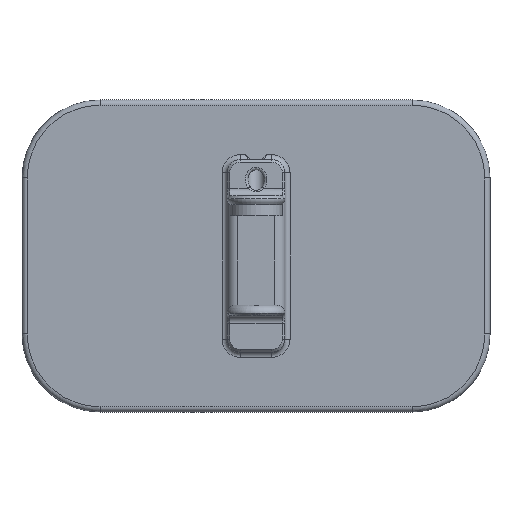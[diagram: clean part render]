
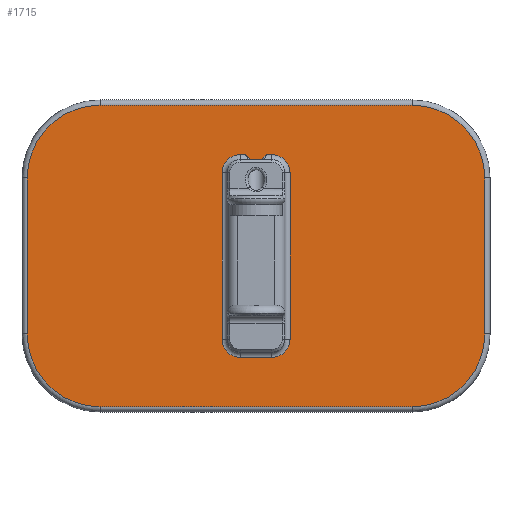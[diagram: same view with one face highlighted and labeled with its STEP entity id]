
A CAD part, top view. The second image highlights one B-rep face of the part: STEP entity #1715.
In plain terms, the highlighted planar face has unit normal (0, 0, 1).
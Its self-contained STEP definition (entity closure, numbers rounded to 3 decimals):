
#43=FACE_BOUND('',#528,.T.);
#54=ELLIPSE('',#1871,3.651,3.162);
#61=B_SPLINE_CURVE_WITH_KNOTS('',3,(#2724,#2725,#2726,#2727,#2728,#2729,
#2730,#2731),.UNSPECIFIED.,.F.,.F.,(4,2,2,4),(-0.001,0.,
0.124,0.204),.UNSPECIFIED.);
#62=B_SPLINE_CURVE_WITH_KNOTS('',3,(#2734,#2735,#2736,#2737,#2738,#2739,
#2740,#2741),.UNSPECIFIED.,.F.,.F.,(4,2,2,4),(0.,0.037,0.202,
0.203),.UNSPECIFIED.);
#87=PLANE('',#1866);
#124=LINE('',#2645,#247);
#126=LINE('',#2657,#249);
#128=LINE('',#2669,#251);
#129=LINE('',#2677,#252);
#138=LINE('',#2700,#261);
#139=LINE('',#2704,#262);
#140=LINE('',#2706,#263);
#141=LINE('',#2708,#264);
#142=LINE('',#2710,#265);
#143=LINE('',#2714,#266);
#144=LINE('',#2718,#267);
#145=LINE('',#2722,#268);
#247=VECTOR('',#2077,10.);
#249=VECTOR('',#2091,10.);
#251=VECTOR('',#2105,10.);
#252=VECTOR('',#2116,10.);
#261=VECTOR('',#2139,10.);
#262=VECTOR('',#2142,10.);
#263=VECTOR('',#2143,10.);
#264=VECTOR('',#2144,10.);
#265=VECTOR('',#2145,10.);
#266=VECTOR('',#2148,10.);
#267=VECTOR('',#2151,10.);
#268=VECTOR('',#2154,10.);
#420=FACE_OUTER_BOUND('',#527,.T.);
#527=EDGE_LOOP('',(#1213,#1214,#1215,#1216,#1217,#1218,#1219,#1220));
#528=EDGE_LOOP('',(#1221,#1222,#1223,#1224,#1225,#1226,#1227,#1228,#1229,
#1230,#1231,#1232,#1233,#1234,#1235));
#634=CIRCLE('',#1838,28.);
#640=CIRCLE('',#1846,28.);
#644=CIRCLE('',#1852,28.);
#648=CIRCLE('',#1858,28.);
#651=CIRCLE('',#1867,7.);
#652=CIRCLE('',#1868,7.);
#653=CIRCLE('',#1869,7.);
#654=CIRCLE('',#1870,7.);
#744=VERTEX_POINT('',#2633);
#745=VERTEX_POINT('',#2635);
#747=VERTEX_POINT('',#2641);
#749=VERTEX_POINT('',#2647);
#751=VERTEX_POINT('',#2653);
#753=VERTEX_POINT('',#2659);
#755=VERTEX_POINT('',#2665);
#757=VERTEX_POINT('',#2671);
#764=VERTEX_POINT('',#2698);
#765=VERTEX_POINT('',#2699);
#766=VERTEX_POINT('',#2701);
#767=VERTEX_POINT('',#2703);
#768=VERTEX_POINT('',#2705);
#769=VERTEX_POINT('',#2707);
#770=VERTEX_POINT('',#2709);
#771=VERTEX_POINT('',#2711);
#772=VERTEX_POINT('',#2713);
#773=VERTEX_POINT('',#2715);
#774=VERTEX_POINT('',#2717);
#775=VERTEX_POINT('',#2719);
#776=VERTEX_POINT('',#2721);
#777=VERTEX_POINT('',#2723);
#778=VERTEX_POINT('',#2732);
#902=EDGE_CURVE('',#744,#745,#634,.T.);
#907=EDGE_CURVE('',#745,#747,#124,.T.);
#910=EDGE_CURVE('',#747,#749,#640,.T.);
#913=EDGE_CURVE('',#749,#751,#126,.T.);
#916=EDGE_CURVE('',#751,#753,#644,.T.);
#919=EDGE_CURVE('',#753,#755,#128,.T.);
#922=EDGE_CURVE('',#755,#757,#648,.T.);
#923=EDGE_CURVE('',#757,#744,#129,.T.);
#934=EDGE_CURVE('',#764,#765,#138,.T.);
#935=EDGE_CURVE('',#766,#764,#651,.T.);
#936=EDGE_CURVE('',#767,#766,#139,.T.);
#937=EDGE_CURVE('',#767,#768,#140,.T.);
#938=EDGE_CURVE('',#769,#768,#141,.T.);
#939=EDGE_CURVE('',#769,#770,#142,.T.);
#940=EDGE_CURVE('',#771,#770,#652,.T.);
#941=EDGE_CURVE('',#772,#771,#143,.T.);
#942=EDGE_CURVE('',#773,#772,#653,.T.);
#943=EDGE_CURVE('',#774,#773,#144,.T.);
#944=EDGE_CURVE('',#775,#774,#654,.T.);
#945=EDGE_CURVE('',#776,#775,#145,.T.);
#946=EDGE_CURVE('',#777,#776,#61,.F.);
#947=EDGE_CURVE('',#778,#777,#54,.T.);
#948=EDGE_CURVE('',#765,#778,#62,.F.);
#1213=ORIENTED_EDGE('',*,*,#902,.F.);
#1214=ORIENTED_EDGE('',*,*,#923,.F.);
#1215=ORIENTED_EDGE('',*,*,#922,.F.);
#1216=ORIENTED_EDGE('',*,*,#919,.F.);
#1217=ORIENTED_EDGE('',*,*,#916,.F.);
#1218=ORIENTED_EDGE('',*,*,#913,.F.);
#1219=ORIENTED_EDGE('',*,*,#910,.F.);
#1220=ORIENTED_EDGE('',*,*,#907,.F.);
#1221=ORIENTED_EDGE('',*,*,#934,.F.);
#1222=ORIENTED_EDGE('',*,*,#935,.F.);
#1223=ORIENTED_EDGE('',*,*,#936,.F.);
#1224=ORIENTED_EDGE('',*,*,#937,.T.);
#1225=ORIENTED_EDGE('',*,*,#938,.F.);
#1226=ORIENTED_EDGE('',*,*,#939,.T.);
#1227=ORIENTED_EDGE('',*,*,#940,.F.);
#1228=ORIENTED_EDGE('',*,*,#941,.F.);
#1229=ORIENTED_EDGE('',*,*,#942,.F.);
#1230=ORIENTED_EDGE('',*,*,#943,.F.);
#1231=ORIENTED_EDGE('',*,*,#944,.F.);
#1232=ORIENTED_EDGE('',*,*,#945,.F.);
#1233=ORIENTED_EDGE('',*,*,#946,.F.);
#1234=ORIENTED_EDGE('',*,*,#947,.F.);
#1235=ORIENTED_EDGE('',*,*,#948,.F.);
#1715=ADVANCED_FACE('',(#420,#43),#87,.F.);
#1838=AXIS2_PLACEMENT_3D('',#2636,#2066,#2067);
#1846=AXIS2_PLACEMENT_3D('',#2651,#2084,#2085);
#1852=AXIS2_PLACEMENT_3D('',#2663,#2098,#2099);
#1858=AXIS2_PLACEMENT_3D('',#2675,#2112,#2113);
#1866=AXIS2_PLACEMENT_3D('',#2697,#2137,#2138);
#1867=AXIS2_PLACEMENT_3D('',#2702,#2140,#2141);
#1868=AXIS2_PLACEMENT_3D('',#2712,#2146,#2147);
#1869=AXIS2_PLACEMENT_3D('',#2716,#2149,#2150);
#1870=AXIS2_PLACEMENT_3D('',#2720,#2152,#2153);
#1871=AXIS2_PLACEMENT_3D('',#2733,#2155,#2156);
#2066=DIRECTION('center_axis',(0.,0.,-1.));
#2067=DIRECTION('ref_axis',(0.707,0.707,0.));
#2077=DIRECTION('',(0.,-1.,0.));
#2084=DIRECTION('center_axis',(0.,0.,-1.));
#2085=DIRECTION('ref_axis',(0.707,-0.707,0.));
#2091=DIRECTION('',(-1.,0.,0.));
#2098=DIRECTION('center_axis',(0.,0.,-1.));
#2099=DIRECTION('ref_axis',(-0.707,-0.707,0.));
#2105=DIRECTION('',(0.,1.,0.));
#2112=DIRECTION('center_axis',(0.,0.,-1.));
#2113=DIRECTION('ref_axis',(-0.707,0.707,0.));
#2116=DIRECTION('',(1.,0.,0.));
#2137=DIRECTION('center_axis',(0.,0.,-1.));
#2138=DIRECTION('ref_axis',(1.,0.,0.));
#2139=DIRECTION('',(-1.,0.,0.));
#2140=DIRECTION('center_axis',(0.,0.,1.));
#2141=DIRECTION('ref_axis',(0.707,0.707,0.));
#2142=DIRECTION('',(0.,1.,0.));
#2143=DIRECTION('',(1.,0.,0.));
#2144=DIRECTION('',(0.,1.,0.));
#2145=DIRECTION('',(-1.,0.,0.));
#2146=DIRECTION('center_axis',(0.,0.,1.));
#2147=DIRECTION('ref_axis',(0.707,-0.707,0.));
#2148=DIRECTION('',(1.,0.,0.));
#2149=DIRECTION('center_axis',(0.,0.,1.));
#2150=DIRECTION('ref_axis',(-0.707,-0.707,0.));
#2151=DIRECTION('',(0.,-1.,0.));
#2152=DIRECTION('center_axis',(0.,0.,1.));
#2153=DIRECTION('ref_axis',(-0.707,0.707,0.));
#2154=DIRECTION('',(-1.,0.,0.));
#2155=DIRECTION('center_axis',(0.,0.,-1.));
#2156=DIRECTION('ref_axis',(0.,1.,0.));
#2633=CARTESIAN_POINT('',(486.907,58.,181.195));
#2635=CARTESIAN_POINT('',(514.907,30.,181.195));
#2636=CARTESIAN_POINT('Origin',(486.907,30.,181.195));
#2641=CARTESIAN_POINT('',(514.907,-30.,181.195));
#2645=CARTESIAN_POINT('',(514.907,30.,181.195));
#2647=CARTESIAN_POINT('',(486.907,-58.,181.195));
#2651=CARTESIAN_POINT('Origin',(486.907,-30.,181.195));
#2653=CARTESIAN_POINT('',(366.907,-58.,181.195));
#2657=CARTESIAN_POINT('',(471.907,-58.,181.195));
#2659=CARTESIAN_POINT('',(338.907,-30.,181.195));
#2663=CARTESIAN_POINT('Origin',(366.907,-30.,181.195));
#2665=CARTESIAN_POINT('',(338.907,30.,181.195));
#2669=CARTESIAN_POINT('',(338.907,-30.,181.195));
#2671=CARTESIAN_POINT('',(366.907,58.,181.195));
#2675=CARTESIAN_POINT('Origin',(366.907,30.,181.195));
#2677=CARTESIAN_POINT('',(381.907,58.,181.195));
#2697=CARTESIAN_POINT('Origin',(426.907,0.,181.195));
#2698=CARTESIAN_POINT('',(432.972,39.01,181.195));
#2699=CARTESIAN_POINT('',(430.974,39.01,181.195));
#2700=CARTESIAN_POINT('',(432.44,39.01,181.195));
#2701=CARTESIAN_POINT('',(439.972,32.01,181.195));
#2702=CARTESIAN_POINT('Origin',(432.972,32.01,181.195));
#2703=CARTESIAN_POINT('',(439.972,32.,181.195));
#2704=CARTESIAN_POINT('',(439.972,9.51,181.195));
#2705=CARTESIAN_POINT('',(440.,32.,181.195));
#2706=CARTESIAN_POINT('',(432.454,32.,181.195));
#2707=CARTESIAN_POINT('',(440.,-32.01,181.195));
#2708=CARTESIAN_POINT('',(440.,-16.005,181.195));
#2709=CARTESIAN_POINT('',(439.972,-32.01,181.195));
#2710=CARTESIAN_POINT('',(432.44,-32.01,181.195));
#2711=CARTESIAN_POINT('',(432.972,-39.01,181.195));
#2712=CARTESIAN_POINT('Origin',(432.972,-32.01,181.195));
#2713=CARTESIAN_POINT('',(420.843,-39.01,181.195));
#2714=CARTESIAN_POINT('',(421.375,-39.01,181.195));
#2715=CARTESIAN_POINT('',(413.843,-32.01,181.195));
#2716=CARTESIAN_POINT('Origin',(420.843,-32.01,181.195));
#2717=CARTESIAN_POINT('',(413.843,32.01,181.195));
#2718=CARTESIAN_POINT('',(413.843,11.51,181.195));
#2719=CARTESIAN_POINT('',(420.843,39.01,181.195));
#2720=CARTESIAN_POINT('Origin',(420.843,32.01,181.195));
#2721=CARTESIAN_POINT('',(422.935,39.01,181.195));
#2722=CARTESIAN_POINT('',(432.44,39.01,181.195));
#2723=CARTESIAN_POINT('',(424.374,37.571,181.195));
#2724=CARTESIAN_POINT('Ctrl Pts',(422.935,39.01,181.195));
#2725=CARTESIAN_POINT('Ctrl Pts',(422.937,39.008,181.195));
#2726=CARTESIAN_POINT('Ctrl Pts',(422.94,39.006,181.195));
#2727=CARTESIAN_POINT('Ctrl Pts',(423.246,38.724,181.195));
#2728=CARTESIAN_POINT('Ctrl Pts',(423.577,38.47,181.195));
#2729=CARTESIAN_POINT('Ctrl Pts',(424.061,37.996,181.195));
#2730=CARTESIAN_POINT('Ctrl Pts',(424.236,37.797,181.195));
#2731=CARTESIAN_POINT('Ctrl Pts',(424.374,37.571,181.195));
#2732=CARTESIAN_POINT('',(429.534,37.572,181.195));
#2733=CARTESIAN_POINT('Origin',(426.954,39.682,181.195));
#2734=CARTESIAN_POINT('Ctrl Pts',(429.535,37.571,181.195));
#2735=CARTESIAN_POINT('Ctrl Pts',(429.6,37.677,181.195));
#2736=CARTESIAN_POINT('Ctrl Pts',(429.672,37.776,181.195));
#2737=CARTESIAN_POINT('Ctrl Pts',(430.099,38.296,181.195));
#2738=CARTESIAN_POINT('Ctrl Pts',(430.559,38.629,181.195));
#2739=CARTESIAN_POINT('Ctrl Pts',(430.969,39.006,181.195));
#2740=CARTESIAN_POINT('Ctrl Pts',(430.971,39.008,181.195));
#2741=CARTESIAN_POINT('Ctrl Pts',(430.974,39.01,181.195));
